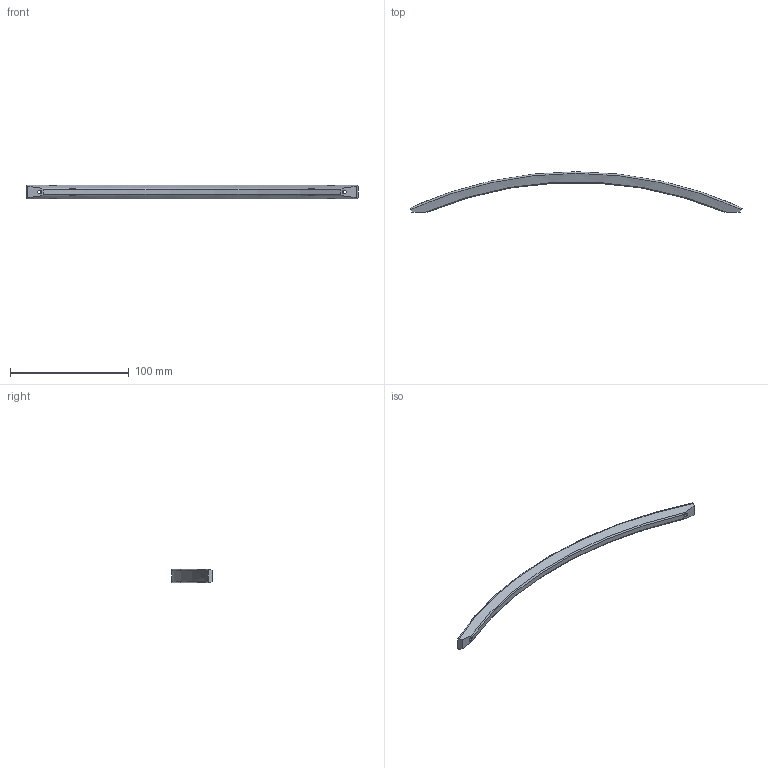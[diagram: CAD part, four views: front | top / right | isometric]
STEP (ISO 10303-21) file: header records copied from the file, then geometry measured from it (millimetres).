
FILE_DESCRIPTION (( 'STEP AP214' ), '1' );
FILE_NAME ('F002160,F002163,F002166,F002169_3D.step', '2022-06-10T07:01:35', ( '' ), ( '' ), 'SwSTEP 2.0', 'SolidWorks 2020', '' );
FILE_SCHEMA (( 'AUTOMOTIVE_DESIGN' ));
Length unit declared in the file: millimetre
Products named in the file (1): F002160,F002163,F002166,F002169_3D
Bounding box: 279 x 34 x 11.2 mm (x, y, z)
Volume: 21897.2 mm3; surface area: 9964.7 mm2
Topology: 1 solids, 1 shells, 22 faces, 56 edges, 36 vertices
Faces by surface type: cone 10, cylinder 6, plane 4, torus 2
Entity records: 836 total; most frequent: CARTESIAN_POINT 227, ORIENTED_EDGE 112, DIRECTION 108, EDGE_CURVE 56, AXIS2_PLACEMENT_3D 45, VERTEX_POINT 36, EDGE_LOOP 26, FACE_OUTER_BOUND 22
